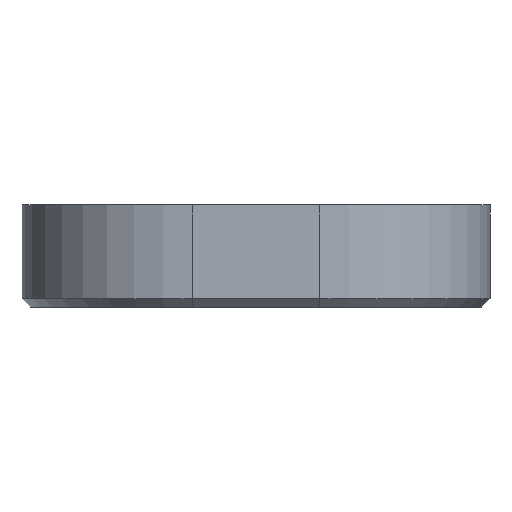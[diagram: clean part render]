
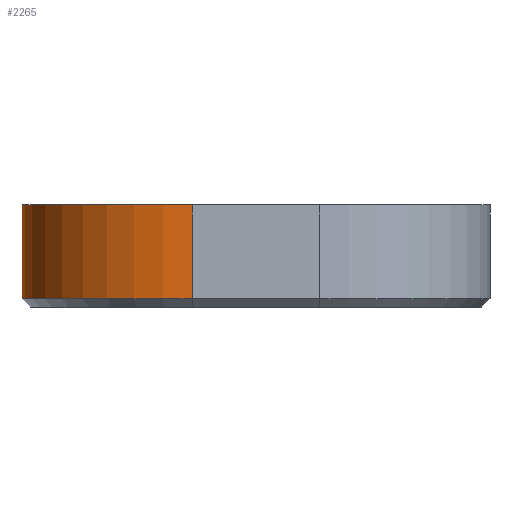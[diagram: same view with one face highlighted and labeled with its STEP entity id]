
A CAD part, left-side view. The second image highlights one B-rep face of the part: STEP entity #2265.
In plain terms, the highlighted cylindrical face has radius 20 mm (diameter 40 mm), a partial arc.
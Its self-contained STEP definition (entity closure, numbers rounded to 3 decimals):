
#276=CARTESIAN_POINT('',(-45.,7.5,12.));
#277=DIRECTION('',(0.,0.,1.));
#278=DIRECTION('',(0.,1.,0.));
#279=AXIS2_PLACEMENT_3D('',#276,#277,#278);
#716=DIRECTION('',(0.,0.,-1.));
#717=VECTOR('',#716,11.);
#718=CARTESIAN_POINT('',(-45.,27.5,12.));
#719=LINE('',#718,#717);
#720=CARTESIAN_POINT('',(-45.,7.5,1.));
#721=DIRECTION('',(0.,0.,-1.));
#722=DIRECTION('',(-1.,0.,0.));
#723=AXIS2_PLACEMENT_3D('',#720,#721,#722);
#729=DIRECTION('',(0.,0.,-1.));
#730=VECTOR('',#729,11.);
#731=CARTESIAN_POINT('',(-65.,7.5,12.));
#732=LINE('',#731,#730);
#1065=CARTESIAN_POINT('',(-45.,27.5,12.));
#1066=CARTESIAN_POINT('',(-65.,7.5,12.));
#1067=VERTEX_POINT('',#1065);
#1068=VERTEX_POINT('',#1066);
#1215=CARTESIAN_POINT('',(-65.,7.5,1.));
#1216=VERTEX_POINT('',#1215);
#1219=CARTESIAN_POINT('',(-45.,27.5,1.));
#1220=VERTEX_POINT('',#1219);
#2253=CARTESIAN_POINT('',(-45.,7.5,37.262));
#2254=DIRECTION('',(0.,0.,-1.));
#2255=DIRECTION('',(-1.,0.,0.));
#2256=AXIS2_PLACEMENT_3D('',#2253,#2254,#2255);
#2257=CYLINDRICAL_SURFACE('',#2256,20.);
#2258=ORIENTED_EDGE('',*,*,#2221,.T.);
#2259=ORIENTED_EDGE('',*,*,#2248,.F.);
#2260=ORIENTED_EDGE('',*,*,#1390,.T.);
#2262=ORIENTED_EDGE('',*,*,#2261,.T.);
#2263=EDGE_LOOP('',(#2258,#2259,#2260,#2262));
#2264=FACE_OUTER_BOUND('',#2263,.F.);
#2265=ADVANCED_FACE('',(#2264),#2257,.T.);
#280=CIRCLE('',#279,20.);
#724=CIRCLE('',#723,20.);
#1390=EDGE_CURVE('',#1067,#1068,#280,.T.);
#2221=EDGE_CURVE('',#1216,#1220,#724,.T.);
#2248=EDGE_CURVE('',#1067,#1220,#719,.T.);
#2261=EDGE_CURVE('',#1068,#1216,#732,.T.);
